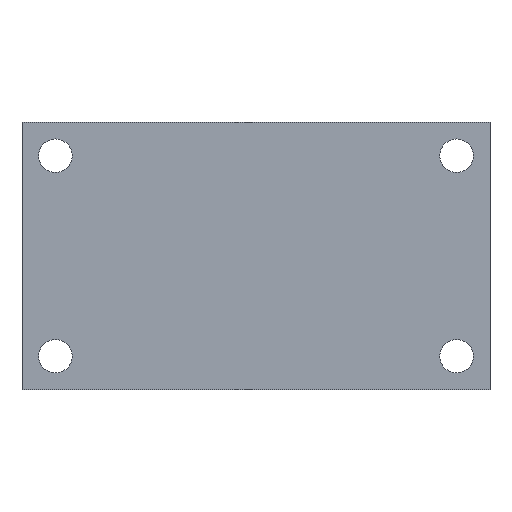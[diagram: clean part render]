
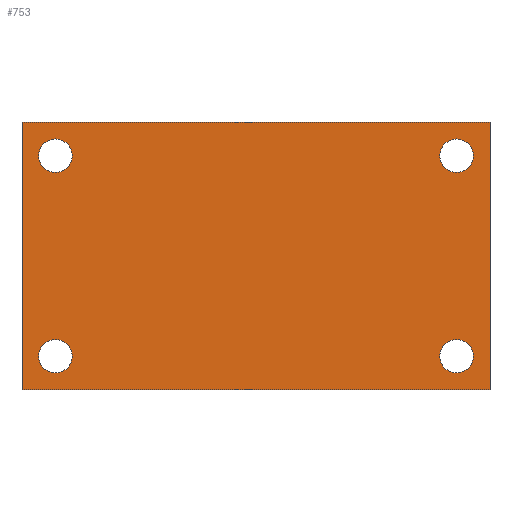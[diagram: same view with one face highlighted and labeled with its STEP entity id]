
A CAD part, front view. The second image highlights one B-rep face of the part: STEP entity #753.
In plain terms, the highlighted planar face has unit normal (0, -1, 0).
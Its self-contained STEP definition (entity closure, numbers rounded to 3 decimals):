
#24=FACE_BOUND('',#150,.T.);
#25=FACE_BOUND('',#151,.T.);
#26=FACE_BOUND('',#152,.T.);
#27=FACE_BOUND('',#153,.T.);
#45=PLANE('',#841);
#106=FACE_OUTER_BOUND('',#149,.T.);
#149=EDGE_LOOP('',(#650,#651,#652,#653));
#150=EDGE_LOOP('',(#654));
#151=EDGE_LOOP('',(#655));
#152=EDGE_LOOP('',(#656));
#153=EDGE_LOOP('',(#657));
#202=LINE('',#1256,#263);
#206=LINE('',#1262,#267);
#208=LINE('',#1266,#269);
#215=LINE('',#1283,#276);
#263=VECTOR('',#996,10.);
#267=VECTOR('',#1002,10.);
#269=VECTOR('',#1006,10.);
#276=VECTOR('',#1033,10.);
#277=CIRCLE('',#779,2.5);
#279=CIRCLE('',#782,2.5);
#281=CIRCLE('',#785,2.5);
#283=CIRCLE('',#788,2.5);
#293=VERTEX_POINT('',#1038);
#295=VERTEX_POINT('',#1044);
#297=VERTEX_POINT('',#1050);
#299=VERTEX_POINT('',#1056);
#355=VERTEX_POINT('',#1253);
#356=VERTEX_POINT('',#1255);
#357=VERTEX_POINT('',#1260);
#358=VERTEX_POINT('',#1264);
#359=EDGE_CURVE('',#293,#293,#277,.T.);
#362=EDGE_CURVE('',#295,#295,#279,.T.);
#365=EDGE_CURVE('',#297,#297,#281,.T.);
#368=EDGE_CURVE('',#299,#299,#283,.T.);
#446=EDGE_CURVE('',#356,#355,#202,.T.);
#450=EDGE_CURVE('',#355,#357,#206,.T.);
#452=EDGE_CURVE('',#357,#358,#208,.T.);
#459=EDGE_CURVE('',#358,#356,#215,.T.);
#650=ORIENTED_EDGE('',*,*,#450,.T.);
#651=ORIENTED_EDGE('',*,*,#452,.T.);
#652=ORIENTED_EDGE('',*,*,#459,.T.);
#653=ORIENTED_EDGE('',*,*,#446,.T.);
#654=ORIENTED_EDGE('',*,*,#359,.T.);
#655=ORIENTED_EDGE('',*,*,#362,.T.);
#656=ORIENTED_EDGE('',*,*,#365,.T.);
#657=ORIENTED_EDGE('',*,*,#368,.T.);
#753=ADVANCED_FACE('',(#106,#24,#25,#26,#27),#45,.T.);
#779=AXIS2_PLACEMENT_3D('',#1039,#847,#848);
#782=AXIS2_PLACEMENT_3D('',#1045,#854,#855);
#785=AXIS2_PLACEMENT_3D('',#1051,#861,#862);
#788=AXIS2_PLACEMENT_3D('',#1057,#868,#869);
#841=AXIS2_PLACEMENT_3D('',#1282,#1031,#1032);
#847=DIRECTION('center_axis',(0.,1.,0.));
#848=DIRECTION('ref_axis',(1.,0.,0.));
#854=DIRECTION('center_axis',(0.,1.,0.));
#855=DIRECTION('ref_axis',(1.,0.,0.));
#861=DIRECTION('center_axis',(0.,1.,0.));
#862=DIRECTION('ref_axis',(1.,0.,0.));
#868=DIRECTION('center_axis',(0.,1.,0.));
#869=DIRECTION('ref_axis',(1.,0.,0.));
#996=DIRECTION('',(1.,0.,0.));
#1002=DIRECTION('',(0.,0.,1.));
#1006=DIRECTION('',(-1.,0.,0.));
#1031=DIRECTION('center_axis',(0.,-1.,0.));
#1032=DIRECTION('ref_axis',(0.,0.,-1.));
#1033=DIRECTION('',(0.,0.,-1.));
#1038=CARTESIAN_POINT('',(27.5,-2.5,15.));
#1039=CARTESIAN_POINT('Origin',(30.,-2.5,15.));
#1044=CARTESIAN_POINT('',(-32.5,-2.5,15.));
#1045=CARTESIAN_POINT('Origin',(-30.,-2.5,15.));
#1050=CARTESIAN_POINT('',(-32.5,-2.5,-15.));
#1051=CARTESIAN_POINT('Origin',(-30.,-2.5,-15.));
#1056=CARTESIAN_POINT('',(27.5,-2.5,-15.));
#1057=CARTESIAN_POINT('Origin',(30.,-2.5,-15.));
#1253=CARTESIAN_POINT('',(35.,-2.5,-20.));
#1255=CARTESIAN_POINT('',(-35.,-2.5,-20.));
#1256=CARTESIAN_POINT('',(35.,-2.5,-20.));
#1260=CARTESIAN_POINT('',(35.,-2.5,20.));
#1262=CARTESIAN_POINT('',(35.,-2.5,20.));
#1264=CARTESIAN_POINT('',(-35.,-2.5,20.));
#1266=CARTESIAN_POINT('',(-35.,-2.5,20.));
#1282=CARTESIAN_POINT('Origin',(0.,-2.5,0.));
#1283=CARTESIAN_POINT('',(-35.,-2.5,-20.));
